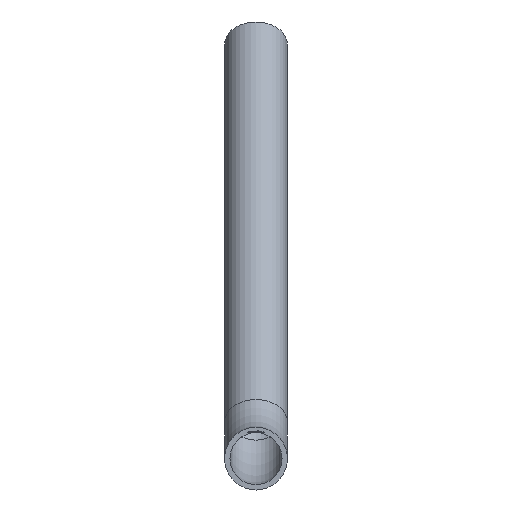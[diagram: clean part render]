
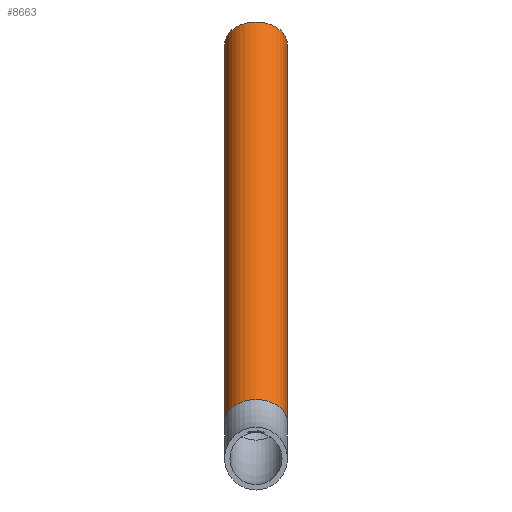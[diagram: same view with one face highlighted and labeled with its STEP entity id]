
A CAD part, front view. The second image highlights one B-rep face of the part: STEP entity #8663.
In plain terms, the highlighted cylindrical face has radius 13.45 mm (diameter 26.9 mm), a full revolution.
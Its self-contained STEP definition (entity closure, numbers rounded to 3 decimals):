
#552 = CARTESIAN_POINT ( 'NONE',  ( 0., 257.467, 25.327 ) ) ;
#981 = DIRECTION ( 'NONE',  ( 0., -0.707, 0.707 ) ) ;
#1177 = EDGE_CURVE ( 'NONE', #10846, #10846, #10583, .T. ) ;
#1254 = DIRECTION ( 'NONE',  ( 0., 0.707, 0.707 ) ) ;
#2007 = EDGE_CURVE ( 'NONE', #7636, #7636, #6489, .T. ) ;
#2247 = CARTESIAN_POINT ( 'NONE',  ( 0., 266.978, 15.816 ) ) ;
#2903 = DIRECTION ( 'NONE',  ( 0., 0.707, 0.707 ) ) ;
#3035 = FACE_OUTER_BOUND ( 'NONE', #12194, .T. ) ;
#4807 = ORIENTED_EDGE ( 'NONE', *, *, #1177, .F. ) ;
#5260 = ORIENTED_EDGE ( 'NONE', *, *, #2007, .T. ) ;
#5794 = EDGE_LOOP ( 'NONE', ( #4807 ) ) ;
#5913 = AXIS2_PLACEMENT_3D ( 'NONE', #9587, #1254, #7861 ) ;
#6489 = CIRCLE ( 'NONE', #7622, 13.45 ) ;
#6632 = CARTESIAN_POINT ( 'NONE',  ( 0., 428.76, 177.598 ) ) ;
#7622 = AXIS2_PLACEMENT_3D ( 'NONE', #2247, #9794, #9833 ) ;
#7636 = VERTEX_POINT ( 'NONE', #552 ) ;
#7861 = DIRECTION ( 'NONE',  ( 0., -0.707, 0.707 ) ) ;
#8663 = ADVANCED_FACE ( 'NONE', ( #3035, #9247 ), #9549, .T. ) ;
#8985 = AXIS2_PLACEMENT_3D ( 'NONE', #6632, #2903, #981 ) ;
#9247 = FACE_OUTER_BOUND ( 'NONE', #5794, .T. ) ;
#9549 = CYLINDRICAL_SURFACE ( 'NONE', #5913, 13.45 ) ;
#9587 = CARTESIAN_POINT ( 'NONE',  ( 0., 266.978, 15.816 ) ) ;
#9794 = DIRECTION ( 'NONE',  ( 0., 0.707, 0.707 ) ) ;
#9833 = DIRECTION ( 'NONE',  ( 0., -0.707, 0.707 ) ) ;
#10583 = CIRCLE ( 'NONE', #8985, 13.45 ) ;
#10846 = VERTEX_POINT ( 'NONE', #10955 ) ;
#10955 = CARTESIAN_POINT ( 'NONE',  ( 0., 419.249, 187.109 ) ) ;
#12194 = EDGE_LOOP ( 'NONE', ( #5260 ) ) ;
